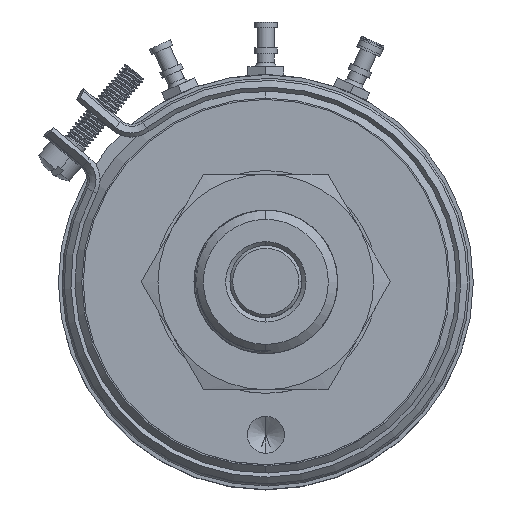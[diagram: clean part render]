
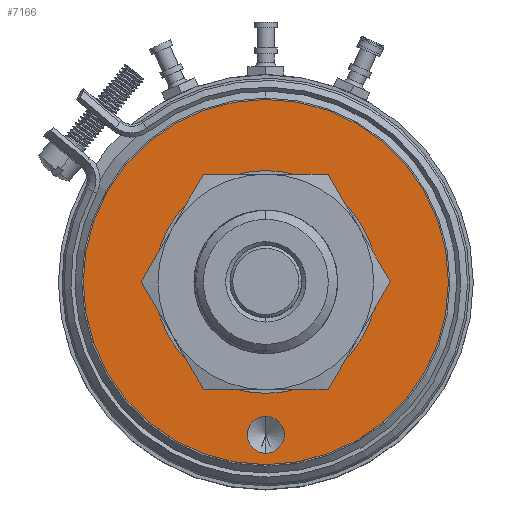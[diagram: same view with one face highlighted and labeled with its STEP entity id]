
A CAD part, top view. The second image highlights one B-rep face of the part: STEP entity #7166.
In plain terms, the highlighted planar face has unit normal (0, 0, 1).
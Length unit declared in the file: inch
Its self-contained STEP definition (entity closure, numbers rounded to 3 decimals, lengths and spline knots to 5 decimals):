
#823=CARTESIAN_POINT('',(0.,0.,0.984));
#824=DIRECTION('',(0.,0.,1.));
#825=DIRECTION('',(0.,1.,0.));
#826=AXIS2_PLACEMENT_3D('',#823,#824,#825);
#832=CARTESIAN_POINT('',(0.,0.,0.984));
#833=DIRECTION('',(0.,0.,-1.));
#834=DIRECTION('',(0.,1.,0.));
#835=AXIS2_PLACEMENT_3D('',#832,#833,#834);
#841=CARTESIAN_POINT('',(0.,0.,0.984));
#842=DIRECTION('',(0.,0.,1.));
#843=DIRECTION('',(0.,1.,0.));
#844=AXIS2_PLACEMENT_3D('',#841,#842,#843);
#846=CARTESIAN_POINT('',(0.,0.,0.984));
#847=DIRECTION('',(0.,0.,-1.));
#848=DIRECTION('',(0.,1.,0.));
#849=AXIS2_PLACEMENT_3D('',#846,#847,#848);
#851=CARTESIAN_POINT('',(0.,-0.531,0.984));
#852=DIRECTION('',(0.,0.,1.));
#853=DIRECTION('',(0.,1.,0.));
#854=AXIS2_PLACEMENT_3D('',#851,#852,#853);
#856=CARTESIAN_POINT('',(0.,-0.531,0.984));
#857=DIRECTION('',(0.,0.,1.));
#858=DIRECTION('',(0.,-1.,0.));
#859=AXIS2_PLACEMENT_3D('',#856,#857,#858);
#6085=CARTESIAN_POINT('',(0.,0.635,0.984));
#6086=CARTESIAN_POINT('',(0.,-0.635,0.984));
#6087=VERTEX_POINT('',#6085);
#6088=VERTEX_POINT('',#6086);
#6093=CARTESIAN_POINT('',(0.,0.2495,0.984));
#6094=CARTESIAN_POINT('',(0.,-0.2495,0.984));
#6095=VERTEX_POINT('',#6093);
#6096=VERTEX_POINT('',#6094);
#6115=CARTESIAN_POINT('',(0.,-0.46675,0.984));
#6116=CARTESIAN_POINT('',(0.,-0.59525,0.984));
#6117=VERTEX_POINT('',#6115);
#6118=VERTEX_POINT('',#6116);
#7145=CARTESIAN_POINT('',(0.,0.,0.984));
#7146=DIRECTION('',(0.,0.,1.));
#7147=DIRECTION('',(0.,-1.,0.));
#7148=AXIS2_PLACEMENT_3D('',#7145,#7146,#7147);
#7149=PLANE('',#7148);
#7150=ORIENTED_EDGE('',*,*,#7139,.T.);
#7151=ORIENTED_EDGE('',*,*,#7125,.F.);
#7152=EDGE_LOOP('',(#7150,#7151));
#7153=FACE_OUTER_BOUND('',#7152,.F.);
#7155=ORIENTED_EDGE('',*,*,#7154,.T.);
#7157=ORIENTED_EDGE('',*,*,#7156,.F.);
#7158=EDGE_LOOP('',(#7155,#7157));
#7159=FACE_BOUND('',#7158,.F.);
#7161=ORIENTED_EDGE('',*,*,#7160,.T.);
#7163=ORIENTED_EDGE('',*,*,#7162,.T.);
#7164=EDGE_LOOP('',(#7161,#7163));
#7165=FACE_BOUND('',#7164,.F.);
#7166=ADVANCED_FACE('',(#7153,#7159,#7165),#7149,.T.);
#827=CIRCLE('',#826,0.635);
#836=CIRCLE('',#835,0.635);
#845=CIRCLE('',#844,0.2495);
#850=CIRCLE('',#849,0.2495);
#855=CIRCLE('',#854,0.06425);
#860=CIRCLE('',#859,0.06425);
#7125=EDGE_CURVE('',#6087,#6088,#827,.T.);
#7139=EDGE_CURVE('',#6087,#6088,#836,.T.);
#7154=EDGE_CURVE('',#6095,#6096,#845,.T.);
#7156=EDGE_CURVE('',#6095,#6096,#850,.T.);
#7160=EDGE_CURVE('',#6117,#6118,#855,.T.);
#7162=EDGE_CURVE('',#6118,#6117,#860,.T.);
